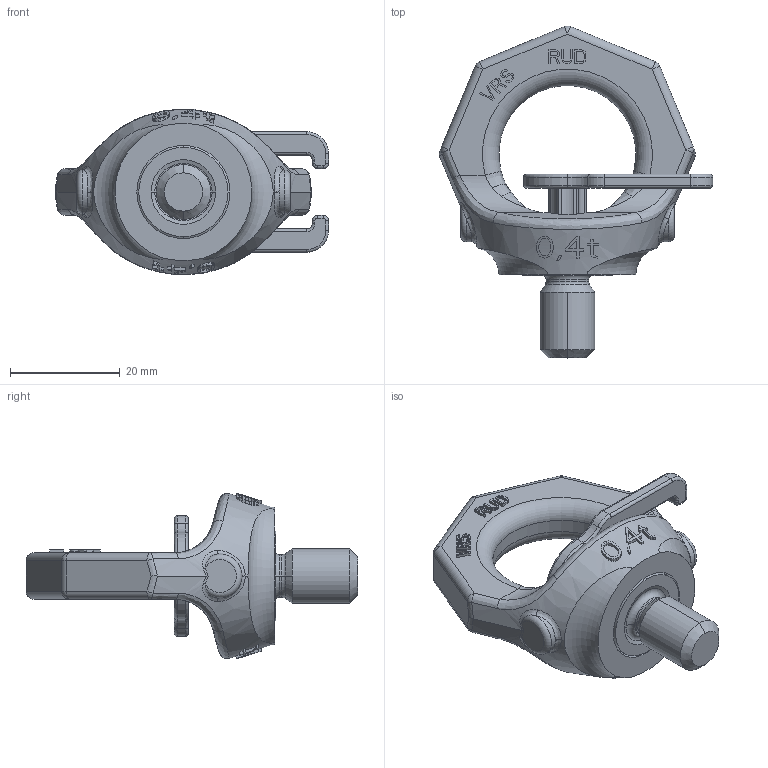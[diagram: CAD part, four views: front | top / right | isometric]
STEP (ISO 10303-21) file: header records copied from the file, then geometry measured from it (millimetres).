
FILE_DESCRIPTION((''),'2;1');
FILE_NAME('001-M35305-P-2_ASM','2016-01-13T',('Andreas.Wendler'),(''),'PRO/ENGINEER BY PARAMETRIC TECHNOLOGY CORPORATION, 2010140','PRO/ENGINEER BY PARAMETRIC TECHNOLOGY CORPORATION, 2010140','');
FILE_SCHEMA(('CONFIG_CONTROL_DESIGN'));
Length unit declared in the file: millimetre
Products named in the file (4): 001-M35305-P-1; 001-M35102-P-1; 001-M31135-P-3; 001-M35305-P-2_ASM
Assembly tree (3 placements, depth 2):
  001-M35305-P-2_ASM
    001-M35305-P-1
    001-M35102-P-1
    001-M31135-P-3
Bounding box: 49.87 x 60.57 x 30.19 mm (x, y, z)
Volume: 15728.3 mm3; surface area: 8207.5 mm2
Topology: 3 solids, 3 shells, 646 faces, 1709 edges, 1094 vertices
Faces by surface type: plane 451, cylinder 77, bspline 58, torus 38, sphere 14, cone 8
Entity records: 22901 total; most frequent: CARTESIAN_POINT 7704, ORIENTED_EDGE 3418, DIRECTION 2703, EDGE_CURVE 1709, VERTEX_POINT 1094, VECTOR 1037, LINE 1037, AXIS2_PLACEMENT_3D 833
